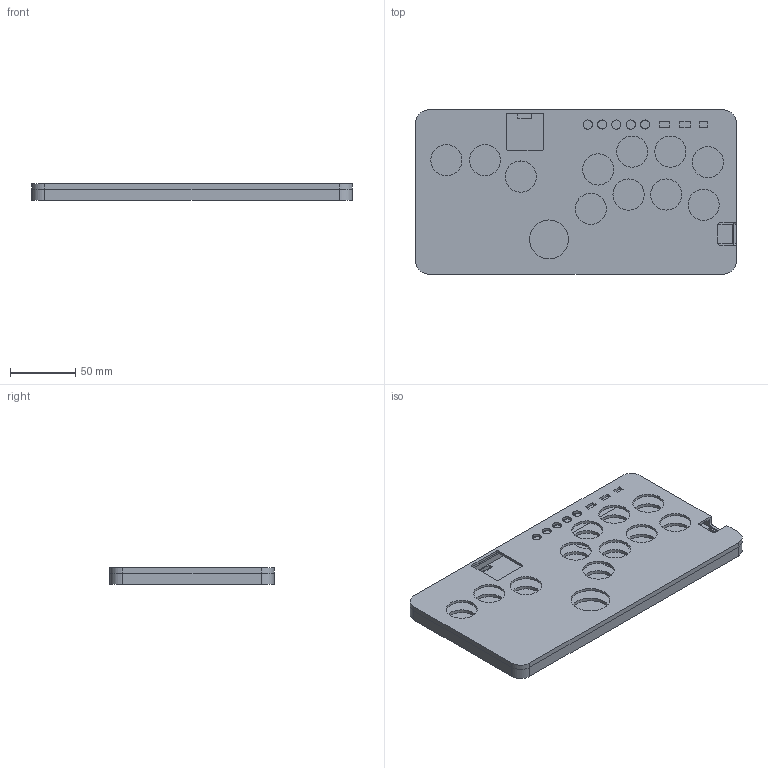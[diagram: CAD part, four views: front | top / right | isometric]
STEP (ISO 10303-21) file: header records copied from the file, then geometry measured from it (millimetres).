
FILE_DESCRIPTION(/* description */ (''),/* implementation_level */ '2;1');
FILE_NAME(/* name */ 'brkrbox v0.step',/* time_stamp */ '2025-06-10T20:04:00+02:00',/* author */ (''),/* organization */ (''),/* preprocessor_version */ 'ST-DEVELOPER v20.1',/* originating_system */ 'Autodesk Translation Framework v14.10.0.0',/* authorisation */ '');
FILE_SCHEMA (('AUTOMOTIVE_DESIGN { 1 0 10303 214 3 1 1 }'));
Length unit declared in the file: millimetre
Products named in the file (1): brkrbox v0
Bounding box: 246 x 126.06 x 12.5 mm (x, y, z)
Volume: 149147.7 mm3; surface area: 130853.5 mm2
Topology: 2 solids, 2 shells, 207 faces, 488 edges, 321 vertices
Faces by surface type: plane 110, cylinder 88, cone 5, torus 4
Full cylindrical faces by diameter (mm): 2.8 x5, 3.3 x5, 5.8 x5, 6.3 x5, 7 x5, 9 x5, 23.832 x2, 23.881 x2, 23.885 x2, 23.898 x2, 23.899 x2, 23.905 x2, 23.911 x4, 23.92 x2, 23.921 x2, 23.925 x2, 29.868 x2
Entity records: 6119 total; most frequent: DIRECTION 1089, CARTESIAN_POINT 1017, ORIENTED_EDGE 976, EDGE_CURVE 488, AXIS2_PLACEMENT_3D 393, VERTEX_POINT 321, LINE 303, VECTOR 303
